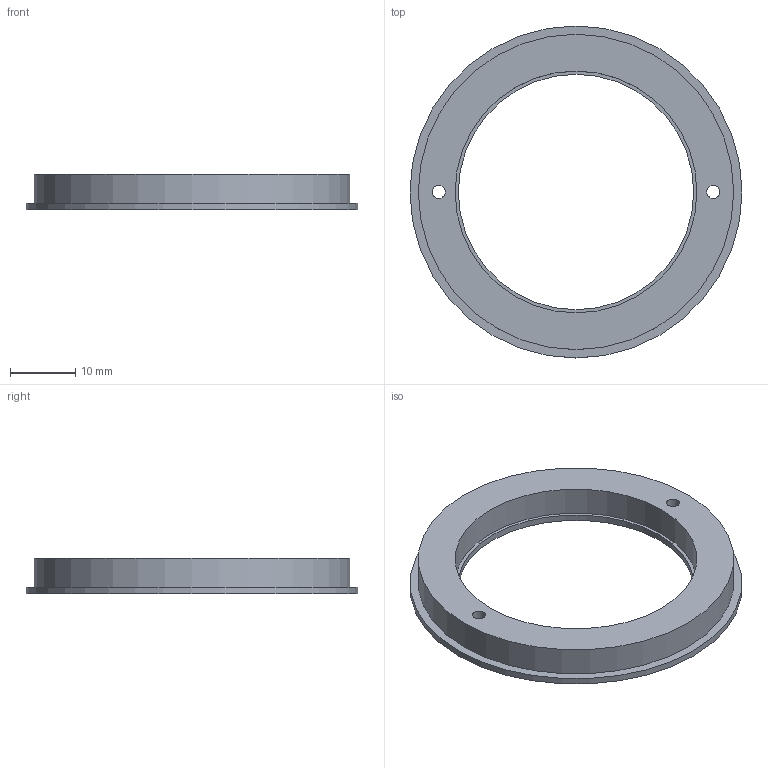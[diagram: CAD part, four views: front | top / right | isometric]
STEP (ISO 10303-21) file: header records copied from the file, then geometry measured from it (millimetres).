
FILE_DESCRIPTION(/* description */ (''),/* implementation_level */ '2;1');
FILE_NAME(/* name */ 'Adapter-D37mm-SM2.stp',/* time_stamp */ '2022-09-30T14:03:14+02:00',/* author */ ('nvladi'),/* organization */ (''),/* preprocessor_version */ 'ST-DEVELOPER v18.1',/* originating_system */ 'Autodesk Inventor 2021',/* authorisation */ '');
FILE_SCHEMA (('AUTOMOTIVE_DESIGN { 1 0 10303 214 3 1 1 }'));
Length unit declared in the file: millimetre
Products named in the file (1): Adapter-D37mm-SM2
Bounding box: 50.8 x 50.8 x 5.5 mm (x, y, z)
Volume: 4364 mm3; surface area: 3552.3 mm2
Topology: 1 solids, 1 shells, 10 faces, 28 edges, 22 vertices
Faces by surface type: cylinder 6, plane 4
Full cylindrical faces by diameter (mm): 2 x2, 36 x1, 37 x1, 48.25 x1, 50.8 x1
Entity records: 401 total; most frequent: DIRECTION 72, CARTESIAN_POINT 57, ORIENTED_EDGE 48, AXIS2_PLACEMENT_3D 33, EDGE_CURVE 24, CIRCLE 22, EDGE_LOOP 18, VERTEX_POINT 18
